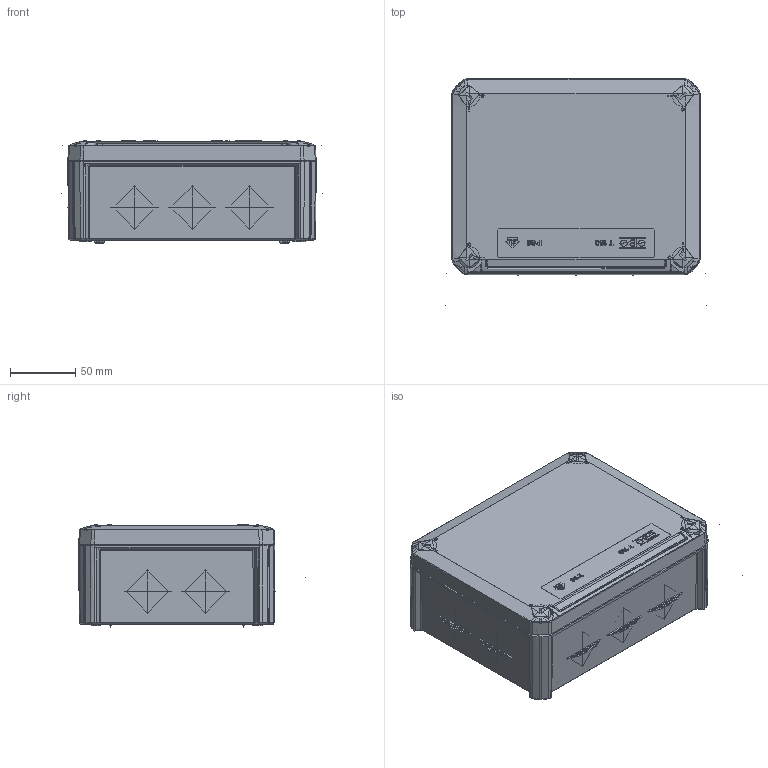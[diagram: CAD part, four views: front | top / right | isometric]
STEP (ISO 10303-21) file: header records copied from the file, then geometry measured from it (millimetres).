
FILE_DESCRIPTION(/* description */ (''),/* implementation_level */ '2;1');
FILE_NAME(/* name */ '2007093',/* time_stamp */ '2015-07-23T13:27:43+02:00',/* author */ (''),/* organization */ (''),/* preprocessor_version */ 'ST-DEVELOPER v15',/* originating_system */ '',/* authorisation */ '');
FILE_SCHEMA (('CONFIG_CONTROL_DESIGN'));
Products named in the file (2): Document; Block 02
Assembly tree (1 placements, depth 2):
  Document
    Block 02
Bounding box: 199.03 x 173.4 x 78.16 mm (x, y, z)
Volume: 34645.4 mm3; surface area: 285035.9 mm2
Topology: 16 solids, 20 shells, 2265 faces, 5942 edges, 3719 vertices
Faces by surface type: bspline 1358, plane 907
Entity records: 154660 total; most frequent: CARTESIAN_POINT 119415, ORIENTED_EDGE 11791, EDGE_CURVE 5912, VERTEX_POINT 3718, B_SPLINE_CURVE_WITH_KNOTS 3714, EDGE_LOOP 2365, ADVANCED_FACE 2265, FACE_OUTER_BOUND 2265
